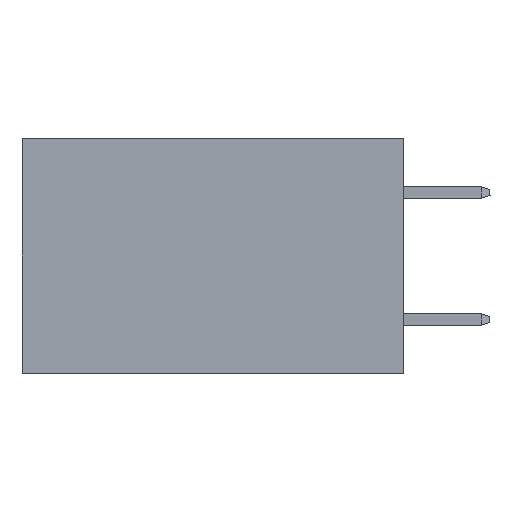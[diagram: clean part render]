
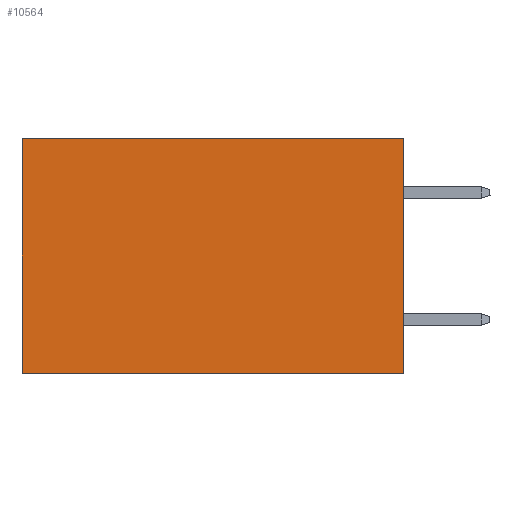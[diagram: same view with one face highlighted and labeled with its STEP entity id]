
A CAD part, left-side view. The second image highlights one B-rep face of the part: STEP entity #10564.
In plain terms, the highlighted planar face has unit normal (-1, 0, 0).
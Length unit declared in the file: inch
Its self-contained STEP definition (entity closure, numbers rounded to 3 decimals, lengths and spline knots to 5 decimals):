
#264 = LINE ( 'NONE', #25749, #5367 ) ;
#2376 = EDGE_CURVE ( 'NONE', #18337, #30765, #39927, .T. ) ;
#2493 = DIRECTION ( 'NONE',  ( 1., 0., 0. ) ) ;
#3494 = CARTESIAN_POINT ( 'NONE',  ( 0.2875, 0., 0. ) ) ;
#5202 = CARTESIAN_POINT ( 'NONE',  ( 0.2875, 0., -0.37 ) ) ;
#5367 = VECTOR ( 'NONE', #38085, 39.37008 ) ;
#5765 = CARTESIAN_POINT ( 'NONE',  ( 0.2875, 0.6, 0. ) ) ;
#6749 = EDGE_CURVE ( 'NONE', #9952, #30765, #21390, .T. ) ;
#6890 = CARTESIAN_POINT ( 'NONE',  ( 0.2875, 0.6, -0.37 ) ) ;
#7689 = VECTOR ( 'NONE', #15814, 39.37008 ) ;
#9952 = VERTEX_POINT ( 'NONE', #12420 ) ;
#10300 = EDGE_CURVE ( 'NONE', #37800, #18337, #264, .T. ) ;
#10564 = ADVANCED_FACE ( 'NONE', ( #21833 ), #11956, .F. ) ;
#11956 = PLANE ( 'NONE',  #17084 ) ;
#12420 = CARTESIAN_POINT ( 'NONE',  ( 0.2875, 0.6, 0. ) ) ;
#15643 = CARTESIAN_POINT ( 'NONE',  ( 0.2875, 0., 0. ) ) ;
#15814 = DIRECTION ( 'NONE',  ( 0., 0., -1. ) ) ;
#16784 = CARTESIAN_POINT ( 'NONE',  ( 0.2875, 0., -0.37 ) ) ;
#17084 = AXIS2_PLACEMENT_3D ( 'NONE', #15643, #2493, #18731 ) ;
#18337 = VERTEX_POINT ( 'NONE', #16784 ) ;
#18731 = DIRECTION ( 'NONE',  ( 0., 0., -1. ) ) ;
#19045 = ORIENTED_EDGE ( 'NONE', *, *, #6749, .T. ) ;
#19553 = ORIENTED_EDGE ( 'NONE', *, *, #34151, .T. ) ;
#20613 = VECTOR ( 'NONE', #24725, 39.37008 ) ;
#21390 = LINE ( 'NONE', #5765, #7689 ) ;
#21833 = FACE_OUTER_BOUND ( 'NONE', #38786, .T. ) ;
#24513 = VECTOR ( 'NONE', #30855, 39.37008 ) ;
#24517 = ORIENTED_EDGE ( 'NONE', *, *, #10300, .F. ) ;
#24725 = DIRECTION ( 'NONE',  ( 0., 1., 0. ) ) ;
#25749 = CARTESIAN_POINT ( 'NONE',  ( 0.2875, 0., 0. ) ) ;
#28604 = LINE ( 'NONE', #3494, #24513 ) ;
#30765 = VERTEX_POINT ( 'NONE', #6890 ) ;
#30855 = DIRECTION ( 'NONE',  ( 0., 1., 0. ) ) ;
#31086 = ORIENTED_EDGE ( 'NONE', *, *, #2376, .F. ) ;
#32014 = CARTESIAN_POINT ( 'NONE',  ( 0.2875, 0., 0. ) ) ;
#34151 = EDGE_CURVE ( 'NONE', #37800, #9952, #28604, .T. ) ;
#37800 = VERTEX_POINT ( 'NONE', #32014 ) ;
#38085 = DIRECTION ( 'NONE',  ( 0., 0., -1. ) ) ;
#38786 = EDGE_LOOP ( 'NONE', ( #19045, #31086, #24517, #19553 ) ) ;
#39927 = LINE ( 'NONE', #5202, #20613 ) ;
